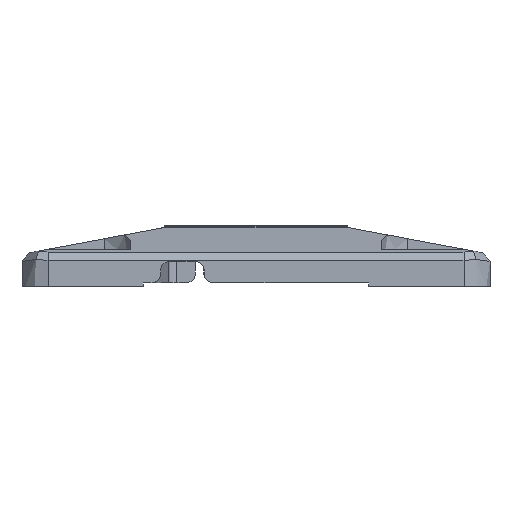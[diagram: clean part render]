
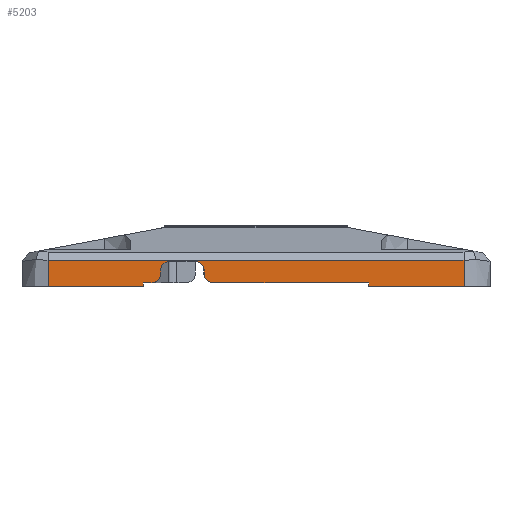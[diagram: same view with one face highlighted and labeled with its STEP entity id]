
A CAD part, left-side view. The second image highlights one B-rep face of the part: STEP entity #5203.
In plain terms, the highlighted planar face has unit normal (-1, 0, 0).
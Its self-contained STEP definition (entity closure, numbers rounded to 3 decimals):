
#42 = CARTESIAN_POINT ( 'NONE',  ( -180., 30., 7. ) ) ;
#57 = CARTESIAN_POINT ( 'NONE',  ( -180., 96.75, 0. ) ) ;
#500 = ORIENTED_EDGE ( 'NONE', *, *, #5781, .T. ) ;
#517 = EDGE_CURVE ( 'NONE', #8155, #15768, #18110, .T. ) ;
#702 = CARTESIAN_POINT ( 'NONE',  ( -180., 60., 7. ) ) ;
#890 = AXIS2_PLACEMENT_3D ( 'NONE', #6942, #19509, #8498 ) ;
#1200 = EDGE_CURVE ( 'NONE', #1487, #19102, #15705, .T. ) ;
#1226 = CARTESIAN_POINT ( 'NONE',  ( -180., 83.125, 14.5 ) ) ;
#1310 = CARTESIAN_POINT ( 'NONE',  ( -180., -120., 0. ) ) ;
#1487 = VERTEX_POINT ( 'NONE', #42 ) ;
#1738 = CARTESIAN_POINT ( 'NONE',  ( -180., 120., 15.026 ) ) ;
#1799 = VECTOR ( 'NONE', #3120, 1000. ) ;
#2002 = CARTESIAN_POINT ( 'NONE',  ( -180., -120., -0.772 ) ) ;
#2025 = CARTESIAN_POINT ( 'NONE',  ( -180., -65., 7.633 ) ) ;
#2283 = DIRECTION ( 'NONE',  ( -1., 0., 0. ) ) ;
#2598 = DIRECTION ( 'NONE',  ( 0., 0., -1. ) ) ;
#2647 = VECTOR ( 'NONE', #5615, 1000. ) ;
#2956 = VECTOR ( 'NONE', #8712, 1000. ) ;
#2981 = LINE ( 'NONE', #5360, #16718 ) ;
#3120 = DIRECTION ( 'NONE',  ( 0., -1., 0. ) ) ;
#3217 = FACE_OUTER_BOUND ( 'NONE', #14124, .T. ) ;
#3310 = CARTESIAN_POINT ( 'NONE',  ( -180., 132., -0.751 ) ) ;
#3355 = ORIENTED_EDGE ( 'NONE', *, *, #16101, .T. ) ;
#3490 = VERTEX_POINT ( 'NONE', #17520 ) ;
#3584 = ORIENTED_EDGE ( 'NONE', *, *, #8918, .T. ) ;
#3676 = CARTESIAN_POINT ( 'NONE',  ( -180., 50., 9.5 ) ) ;
#3734 = AXIS2_PLACEMENT_3D ( 'NONE', #702, #2283, #5511 ) ;
#3750 = DIRECTION ( 'NONE',  ( -1., 0., 0. ) ) ;
#4242 = LINE ( 'NONE', #2025, #5717 ) ;
#4431 = CARTESIAN_POINT ( 'NONE',  ( -180., 80.75, 2. ) ) ;
#4562 = CARTESIAN_POINT ( 'NONE',  ( -180., 35., 14.5 ) ) ;
#4836 = AXIS2_PLACEMENT_3D ( 'NONE', #4889, #10916, #15853 ) ;
#4889 = CARTESIAN_POINT ( 'NONE',  ( -180., 35., 9.5 ) ) ;
#4890 = DIRECTION ( 'NONE',  ( 0., -1., 0. ) ) ;
#5054 = EDGE_CURVE ( 'NONE', #17574, #19849, #2981, .T. ) ;
#5131 = LINE ( 'NONE', #15901, #16429 ) ;
#5203 = ADVANCED_FACE ( 'NONE', ( #3217 ), #14143, .T. ) ;
#5300 = VECTOR ( 'NONE', #7514, 1000. ) ;
#5346 = CARTESIAN_POINT ( 'NONE',  ( -180., 120.761, 15.026 ) ) ;
#5360 = CARTESIAN_POINT ( 'NONE',  ( -180., 98.625, 2. ) ) ;
#5511 = DIRECTION ( 'NONE',  ( 0., -1., 0. ) ) ;
#5533 = EDGE_CURVE ( 'NONE', #3490, #19835, #16464, .T. ) ;
#5615 = DIRECTION ( 'NONE',  ( 0., -1., 0. ) ) ;
#5641 = ORIENTED_EDGE ( 'NONE', *, *, #9783, .F. ) ;
#5717 = VECTOR ( 'NONE', #6621, 1000. ) ;
#5781 = EDGE_CURVE ( 'NONE', #19849, #15768, #14495, .T. ) ;
#5880 = LINE ( 'NONE', #18293, #8571 ) ;
#5932 = ORIENTED_EDGE ( 'NONE', *, *, #5054, .T. ) ;
#6621 = DIRECTION ( 'NONE',  ( 0., 0., 1. ) ) ;
#6942 = CARTESIAN_POINT ( 'NONE',  ( -180., 25., 7. ) ) ;
#7316 = DIRECTION ( 'NONE',  ( 0., 1., 0. ) ) ;
#7514 = DIRECTION ( 'NONE',  ( 0., -1., 0. ) ) ;
#7560 = CIRCLE ( 'NONE', #15330, 5. ) ;
#7565 = CIRCLE ( 'NONE', #4836, 5. ) ;
#7939 = AXIS2_PLACEMENT_3D ( 'NONE', #3310, #14286, #4890 ) ;
#8043 = CIRCLE ( 'NONE', #890, 5. ) ;
#8155 = VERTEX_POINT ( 'NONE', #16076 ) ;
#8210 = LINE ( 'NONE', #4431, #5300 ) ;
#8336 = ORIENTED_EDGE ( 'NONE', *, *, #13992, .T. ) ;
#8498 = DIRECTION ( 'NONE',  ( 0., -1., 0. ) ) ;
#8571 = VECTOR ( 'NONE', #12201, 1000. ) ;
#8582 = ORIENTED_EDGE ( 'NONE', *, *, #19276, .T. ) ;
#8712 = DIRECTION ( 'NONE',  ( 0., 0., 1. ) ) ;
#8889 = EDGE_CURVE ( 'NONE', #19835, #17424, #17874, .T. ) ;
#8908 = CARTESIAN_POINT ( 'NONE',  ( -180., 55., 7. ) ) ;
#8918 = EDGE_CURVE ( 'NONE', #1487, #13760, #8043, .T. ) ;
#9266 = EDGE_CURVE ( 'NONE', #17816, #14713, #13455, .T. ) ;
#9569 = VERTEX_POINT ( 'NONE', #18735 ) ;
#9783 = EDGE_CURVE ( 'NONE', #14713, #8155, #7560, .T. ) ;
#9894 = ORIENTED_EDGE ( 'NONE', *, *, #14392, .F. ) ;
#10066 = CARTESIAN_POINT ( 'NONE',  ( -180., -120., 15.026 ) ) ;
#10506 = CARTESIAN_POINT ( 'NONE',  ( -180., 50., 14.5 ) ) ;
#10916 = DIRECTION ( 'NONE',  ( -1., 0., 0. ) ) ;
#10981 = CARTESIAN_POINT ( 'NONE',  ( -180., 60., 2. ) ) ;
#11474 = DIRECTION ( 'NONE',  ( 0., -1., 0. ) ) ;
#11760 = CARTESIAN_POINT ( 'NONE',  ( -180., 25., 2. ) ) ;
#11814 = VECTOR ( 'NONE', #13169, 1000. ) ;
#11849 = LINE ( 'NONE', #57, #1799 ) ;
#11917 = ORIENTED_EDGE ( 'NONE', *, *, #517, .F. ) ;
#12091 = DIRECTION ( 'NONE',  ( 0., 0., 1. ) ) ;
#12201 = DIRECTION ( 'NONE',  ( 0., -1., 0. ) ) ;
#12676 = DIRECTION ( 'NONE',  ( 0., 0., 1. ) ) ;
#12808 = VERTEX_POINT ( 'NONE', #18121 ) ;
#13169 = DIRECTION ( 'NONE',  ( 0., 0., 1. ) ) ;
#13455 = LINE ( 'NONE', #1226, #14447 ) ;
#13760 = VERTEX_POINT ( 'NONE', #11760 ) ;
#13949 = VECTOR ( 'NONE', #2598, 1000. ) ;
#13992 = EDGE_CURVE ( 'NONE', #3490, #9569, #11849, .T. ) ;
#14124 = EDGE_LOOP ( 'NONE', ( #20238, #9894, #15941, #3355, #15711, #17926, #8336, #8582, #5932, #500, #11917, #5641, #19743, #16219, #14733, #3584 ) ) ;
#14143 = PLANE ( 'NONE',  #7939 ) ;
#14286 = DIRECTION ( 'NONE',  ( -1., 0., 0. ) ) ;
#14392 = EDGE_CURVE ( 'NONE', #19671, #12808, #4242, .T. ) ;
#14447 = VECTOR ( 'NONE', #7316, 1000. ) ;
#14479 = VECTOR ( 'NONE', #12091, 1000. ) ;
#14495 = CIRCLE ( 'NONE', #3734, 5. ) ;
#14713 = VERTEX_POINT ( 'NONE', #10506 ) ;
#14733 = ORIENTED_EDGE ( 'NONE', *, *, #1200, .F. ) ;
#15023 = CARTESIAN_POINT ( 'NONE',  ( -180., 55., 4.437 ) ) ;
#15186 = CARTESIAN_POINT ( 'NONE',  ( -180., 30., 3.062 ) ) ;
#15330 = AXIS2_PLACEMENT_3D ( 'NONE', #3676, #3750, #11474 ) ;
#15705 = LINE ( 'NONE', #15186, #14479 ) ;
#15711 = ORIENTED_EDGE ( 'NONE', *, *, #8889, .F. ) ;
#15768 = VERTEX_POINT ( 'NONE', #8908 ) ;
#15853 = DIRECTION ( 'NONE',  ( 0., -1., 0. ) ) ;
#15901 = CARTESIAN_POINT ( 'NONE',  ( -180., 65., 7.633 ) ) ;
#15941 = ORIENTED_EDGE ( 'NONE', *, *, #18953, .T. ) ;
#16076 = CARTESIAN_POINT ( 'NONE',  ( -180., 55., 9.5 ) ) ;
#16101 = EDGE_CURVE ( 'NONE', #16726, #17424, #17452, .T. ) ;
#16219 = ORIENTED_EDGE ( 'NONE', *, *, #19740, .F. ) ;
#16429 = VECTOR ( 'NONE', #12676, 1000. ) ;
#16464 = LINE ( 'NONE', #19662, #2956 ) ;
#16718 = VECTOR ( 'NONE', #19586, 1000. ) ;
#16726 = VERTEX_POINT ( 'NONE', #1310 ) ;
#17083 = CARTESIAN_POINT ( 'NONE',  ( -180., 30., 9.5 ) ) ;
#17424 = VERTEX_POINT ( 'NONE', #10066 ) ;
#17452 = LINE ( 'NONE', #2002, #11814 ) ;
#17520 = CARTESIAN_POINT ( 'NONE',  ( -180., 120., 0. ) ) ;
#17574 = VERTEX_POINT ( 'NONE', #19826 ) ;
#17816 = VERTEX_POINT ( 'NONE', #4562 ) ;
#17846 = EDGE_CURVE ( 'NONE', #13760, #12808, #8210, .T. ) ;
#17874 = LINE ( 'NONE', #5346, #2647 ) ;
#17926 = ORIENTED_EDGE ( 'NONE', *, *, #5533, .F. ) ;
#18110 = LINE ( 'NONE', #15023, #13949 ) ;
#18118 = CARTESIAN_POINT ( 'NONE',  ( -180., -65., 0. ) ) ;
#18121 = CARTESIAN_POINT ( 'NONE',  ( -180., -65., 2. ) ) ;
#18293 = CARTESIAN_POINT ( 'NONE',  ( -180., -3.25, 0. ) ) ;
#18735 = CARTESIAN_POINT ( 'NONE',  ( -180., 65., 0. ) ) ;
#18953 = EDGE_CURVE ( 'NONE', #19671, #16726, #5880, .T. ) ;
#19102 = VERTEX_POINT ( 'NONE', #17083 ) ;
#19276 = EDGE_CURVE ( 'NONE', #9569, #17574, #5131, .T. ) ;
#19509 = DIRECTION ( 'NONE',  ( -1., 0., 0. ) ) ;
#19586 = DIRECTION ( 'NONE',  ( 0., -1., 0. ) ) ;
#19662 = CARTESIAN_POINT ( 'NONE',  ( -180., 120., -0.772 ) ) ;
#19671 = VERTEX_POINT ( 'NONE', #18118 ) ;
#19740 = EDGE_CURVE ( 'NONE', #19102, #17816, #7565, .T. ) ;
#19743 = ORIENTED_EDGE ( 'NONE', *, *, #9266, .F. ) ;
#19826 = CARTESIAN_POINT ( 'NONE',  ( -180., 65., 2. ) ) ;
#19835 = VERTEX_POINT ( 'NONE', #1738 ) ;
#19849 = VERTEX_POINT ( 'NONE', #10981 ) ;
#20238 = ORIENTED_EDGE ( 'NONE', *, *, #17846, .T. ) ;
